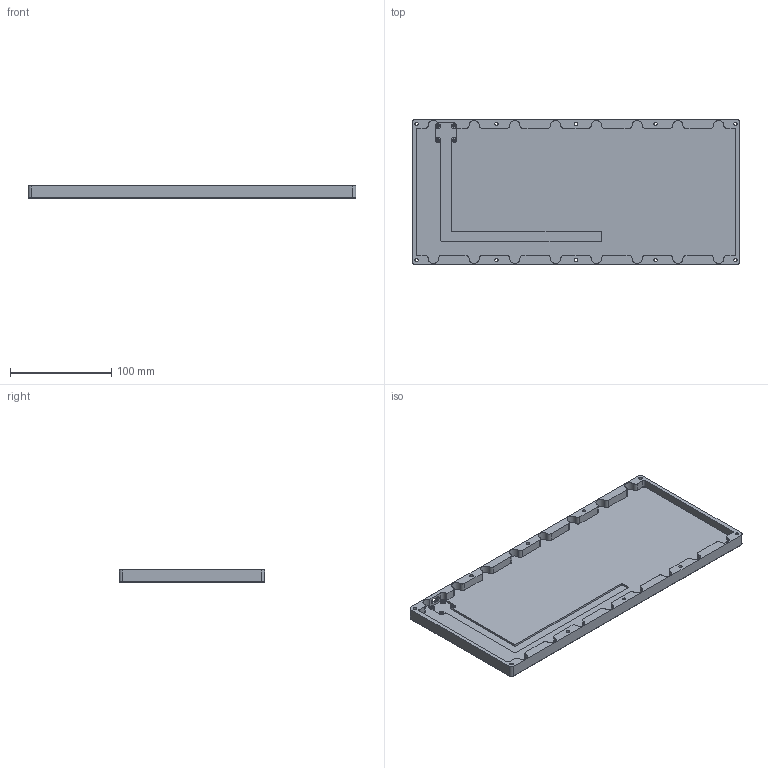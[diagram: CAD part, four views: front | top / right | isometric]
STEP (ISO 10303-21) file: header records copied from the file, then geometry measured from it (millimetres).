
FILE_DESCRIPTION(/* description */ (''),/* implementation_level */ '2;1');
FILE_NAME(/* name */ 'Bottom Layer v7.step',/* time_stamp */ '2021-10-02T16:47:30+02:00',/* author */ (''),/* organization */ (''),/* preprocessor_version */ 'ST-DEVELOPER v18.1',/* originating_system */ 'Autodesk Translation Framework v10.10.0.1391',/* authorisation */ '');
FILE_SCHEMA (('AUTOMOTIVE_DESIGN { 1 0 10303 214 3 1 1 }'));
Length unit declared in the file: millimetre
Products named in the file (1): Bottom Layer
Bounding box: 324.32 x 143.83 x 12 mm (x, y, z)
Volume: 220301.9 mm3; surface area: 115364.4 mm2
Topology: 1 solids, 1 shells, 192 faces, 508 edges, 330 vertices
Faces by surface type: cylinder 109, plane 65, cone 10, torus 8
Full cylindrical faces by diameter (mm): 1.623 x4, 3.4 x10, 4.6 x4
Entity records: 6105 total; most frequent: DIRECTION 1131, CARTESIAN_POINT 1031, ORIENTED_EDGE 1016, EDGE_CURVE 508, AXIS2_PLACEMENT_3D 430, VERTEX_POINT 330, LINE 271, VECTOR 271
